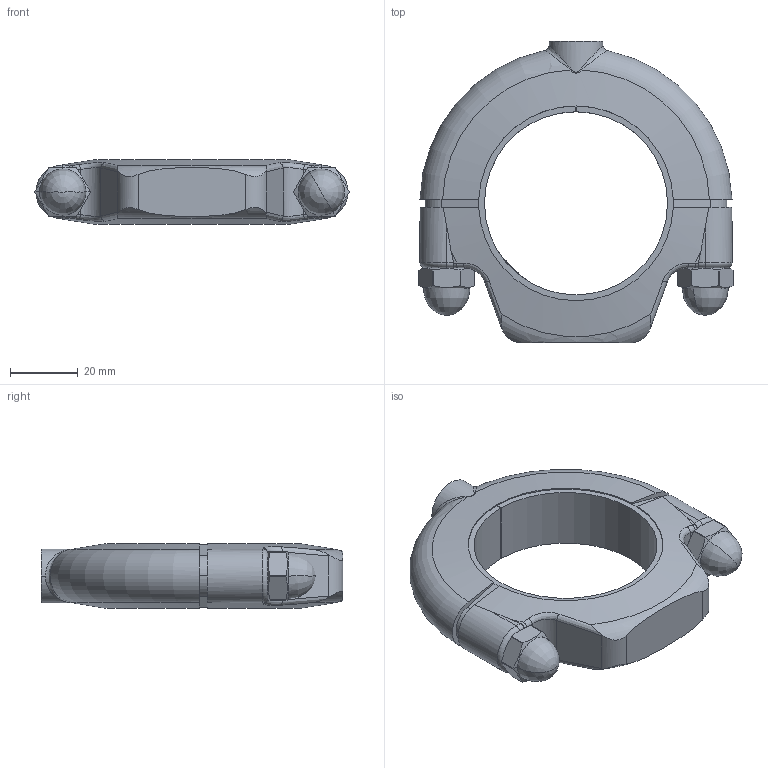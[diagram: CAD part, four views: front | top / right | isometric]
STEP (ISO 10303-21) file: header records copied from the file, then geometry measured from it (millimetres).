
FILE_DESCRIPTION((''),'2;1');
FILE_NAME('200829_ASM','2017-11-13T',('pdmadmin'),('BANNER ENGINEERING'),'CREO PARAMETRIC BY PTC INC, 2016260','CREO PARAMETRIC BY PTC INC, 2016260','');
FILE_SCHEMA(('CONFIG_CONTROL_DESIGN'));
Length unit declared in the file: millimetre
Products named in the file (7): 199939-1; 199939-2; 199939-3; 199939-4; 199939-5; 199939_ASM; 200829_ASM
Assembly tree (8 placements, depth 3):
  200829_ASM
    199939_ASM
      199939-1  x2
      199939-2
      199939-3  x2
      199939-4
      199939-5
Bounding box: 92.55 x 88.9 x 19 mm (x, y, z)
Volume: 61950.2 mm3; surface area: 30899 mm2
Topology: 7 solids, 7 shells, 672 faces, 1564 edges, 911 vertices
Faces by surface type: cylinder 262, cone 224, bspline 90, plane 78, torus 14, revolution 4
Entity records: 20969 total; most frequent: CARTESIAN_POINT 11052, ORIENTED_EDGE 2178, DIRECTION 1792, EDGE_CURVE 1089, AXIS2_PLACEMENT_3D 671, VERTEX_POINT 660, EDGE_LOOP 471, FACE_OUTER_BOUND 450
